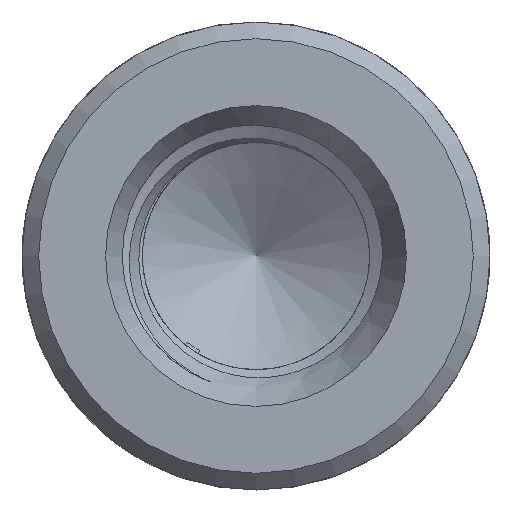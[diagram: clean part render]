
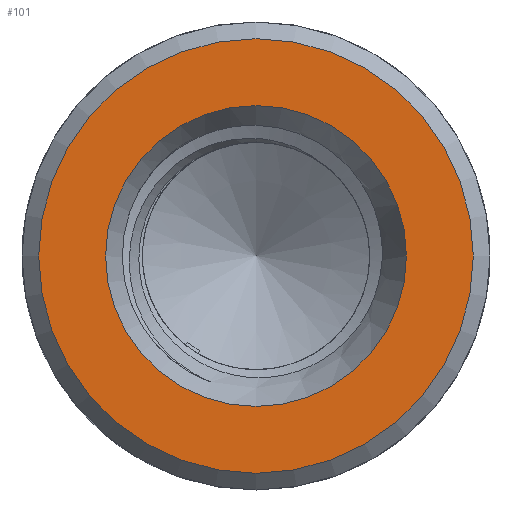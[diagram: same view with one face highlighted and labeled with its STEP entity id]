
A CAD part, left-side view. The second image highlights one B-rep face of the part: STEP entity #101.
In plain terms, the highlighted planar face has unit normal (-1, 0, 0).
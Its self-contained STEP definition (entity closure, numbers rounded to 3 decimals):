
#63=PLANE('',#357);
#101=ADVANCED_FACE('',(#129,#130),#63,.T.);
#129=FACE_BOUND('',#152,.T.);
#130=FACE_BOUND('',#153,.T.);
#152=EDGE_LOOP('',(#212));
#153=EDGE_LOOP('',(#213));
#212=ORIENTED_EDGE('',*,*,#300,.F.);
#213=ORIENTED_EDGE('',*,*,#296,.T.);
#262=VERTEX_POINT('',#1413);
#265=VERTEX_POINT('',#1517);
#296=EDGE_CURVE('',#262,#262,#323,.T.);
#300=EDGE_CURVE('',#265,#265,#325,.T.);
#323=CIRCLE('',#353,4.5);
#325=CIRCLE('',#356,6.5);
#353=AXIS2_PLACEMENT_3D('',#1412,#423,#424);
#356=AXIS2_PLACEMENT_3D('',#1516,#429,#430);
#357=AXIS2_PLACEMENT_3D('',#1518,#431,#432);
#423=DIRECTION('',(1.,0.,0.));
#424=DIRECTION('',(0.,0.,1.));
#429=DIRECTION('',(1.,0.,0.));
#430=DIRECTION('',(0.,0.,1.));
#431=DIRECTION('',(-1.,0.,0.));
#432=DIRECTION('',(0.,-1.,0.));
#1412=CARTESIAN_POINT('',(0.,0.,0.));
#1413=CARTESIAN_POINT('',(0.,0.,4.5));
#1516=CARTESIAN_POINT('',(0.,0.,0.));
#1517=CARTESIAN_POINT('',(0.,0.,6.5));
#1518=CARTESIAN_POINT('',(0.,0.,5.5));
